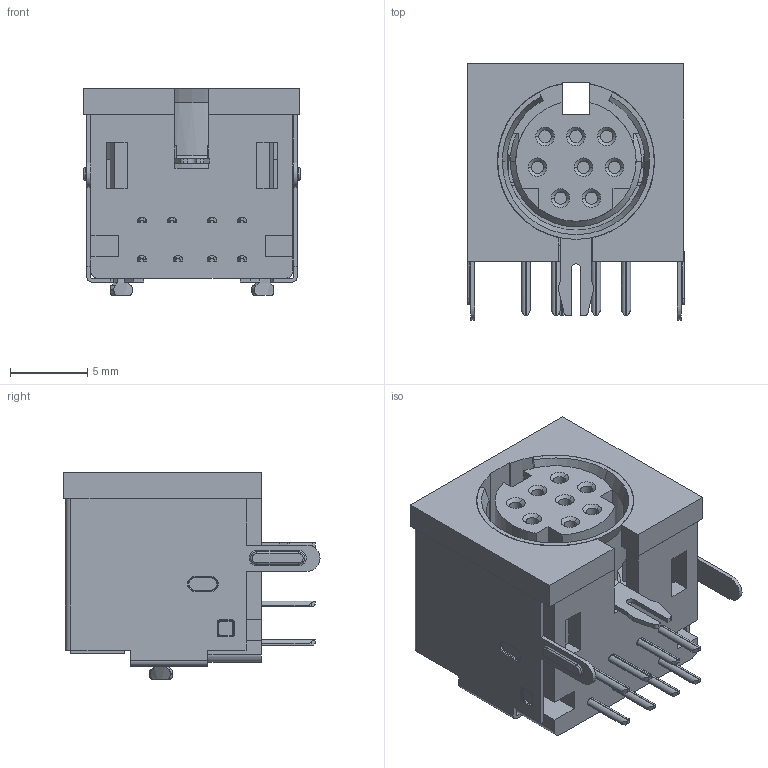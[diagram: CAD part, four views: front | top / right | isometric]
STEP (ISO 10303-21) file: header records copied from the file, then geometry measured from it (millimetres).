
FILE_DESCRIPTION (( 'STEP AP214' ), '1' );
FILE_NAME ('CUI_DEVICES_MD-80SM.step', '2020-11-06T15:28:12', ( '' ), ( '' ), 'SwSTEP 2.0', 'SolidWorks 2020', '' );
FILE_SCHEMA (( 'AUTOMOTIVE_DESIGN' ));
Length unit declared in the file: inch
Products named in the file (1): CUI_DEVICES_MD-80SM
Bounding box: 14.05 x 16.6 x 13.4 mm (x, y, z)
Volume: 1333.7 mm3; surface area: 3217.7 mm2
Topology: 12 solids, 12 shells, 573 faces, 1521 edges, 975 vertices
Faces by surface type: plane 340, cylinder 166, torus 34, cone 25, bspline 8
Entity records: 18136 total; most frequent: CARTESIAN_POINT 3738, ORIENTED_EDGE 3042, DIRECTION 2897, EDGE_CURVE 1521, VECTOR 1021, LINE 1021, VERTEX_POINT 975, AXIS2_PLACEMENT_3D 938
